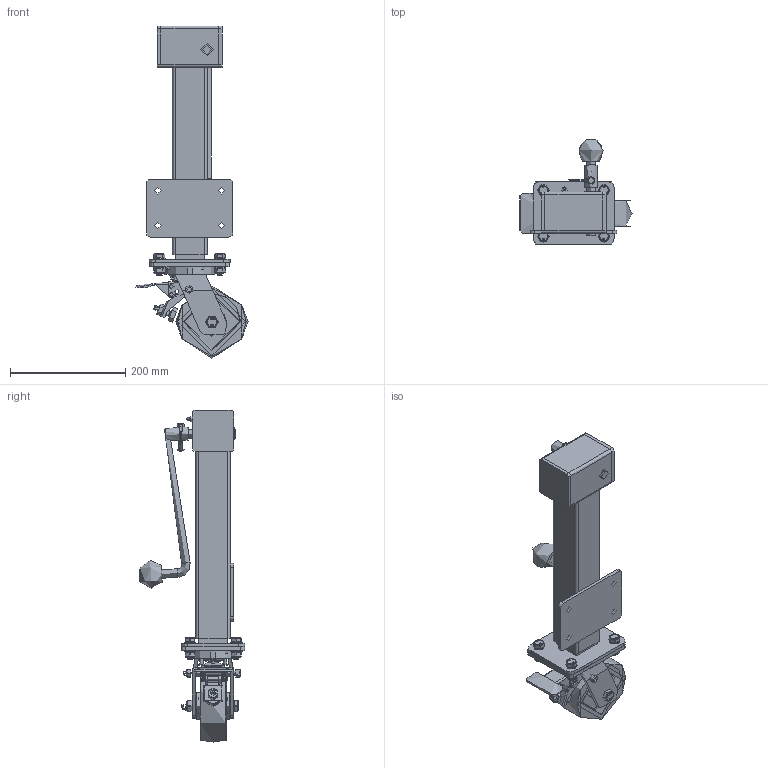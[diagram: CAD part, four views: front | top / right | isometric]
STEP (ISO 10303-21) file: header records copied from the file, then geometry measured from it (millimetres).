
FILE_DESCRIPTION(/* description */ (''),/* implementation_level */ '2;1');
FILE_NAME(/* name */ 'JAZHS125NYBSWBRH.step',/* time_stamp */ '2024-08-06T09:48:53+01:00',/* author */ (''),/* organization */ (''),/* preprocessor_version */ 'ST-DEVELOPER v20',/* originating_system */ 'Autodesk Translation Framework v13.14.0.145',/* authorisation */ '');
FILE_SCHEMA (('AUTOMOTIVE_DESIGN { 1 0 10303 214 3 1 1 }'));
Products named in the file (97): JAZHS125NYBSWBRH; BZMJ125ASSWB - 60 v1; FABRICATED STEEL TOP PLATE (1); FABRICATED STEEL TOP PLATE Geometry (1); NUT (1); BOLT (1); BEARING SEAL (1); FABRICATED STEEL FORKS (1); FABRICATED STEEL FORKS Geometry (1); GREESE NIPPLE (1); FABRICATED BRAKE PEDAL (1); SPRING (1); NUT2 (1); BRAKE1 (1); BRAKE PEDAL (1); SPACERS (1); BRAKE 2 (1); BRAKE BOLT (1); BRAKE BOLT Geometry (1); RUBBER (2); NUT3 (1); CONNECTOR (1); CONNECTOR2 (1); BOLT3 (1); BOLT4 (1); bolt5 (1); BOLT2 (1); BZXH125WNYRB v1; NYLON WHEEL; NYLON WHEEL Geometry; CAP; ROLLER BEARING; CAGE; Pattern; Component1; JAZXHRH v1; JAZXHRH; BASE; BODY; RUBBER ...
Assembly tree (104 placements, depth 5):
  JAZHS125NYBSWBRH
    BZMJ125ASSWB - 60 v1
      FABRICATED STEEL TOP PLATE (1)
        FABRICATED STEEL TOP PLATE Geometry (1)
        NUT (1)
        BOLT (1)
      BEARING SEAL (1)
      FABRICATED STEEL FORKS (1)
        FABRICATED STEEL FORKS Geometry (1)
        GREESE NIPPLE (1)
      FABRICATED BRAKE PEDAL (1)
        SPRING (1)
        NUT2 (1)
        BRAKE1 (1)
        BRAKE PEDAL (1)
        SPACERS (1)
        BRAKE 2 (1)
        BRAKE BOLT (1)
          BRAKE BOLT Geometry (1)
          RUBBER (2)
        NUT3 (1)
        BOLT2 (1)  x2
        CONNECTOR (1)
        CONNECTOR2 (1)
        BOLT3 (1)
        BOLT4 (1)
        bolt5 (1)
    BZXH125WNYRB v1
      NYLON WHEEL
        NYLON WHEEL Geometry
        CAP
      ROLLER BEARING
        CAGE
        Pattern
          Component1  x8
    JAZXHRH v1
      JAZXHRH
        BASE
        BODY
        RUBBER
        PLATE
        GOLD TUBE
        HANDLE LOCATOR
        PIN
          PIN2
          LOCK
        GREASE NIPPLE
        HAND GRIP
        HANDLE
    TUBEM20X60 v1
      ZINC PLATED STEEL TUBE
    HEXBOLTM12X90Z8.8 v2
      GRADE 8.8 ZINC PLATED BOLT
    NYLOCM12Z v1
      NYLOC NUT
        NUT (2)
        RUBBER (3)
    WM10X21X2 v1
      ZINC PLATED WASHER
    WM10X21X2 v1 (1)
Bounding box: 194 x 183.28 x 575 mm (x, y, z)
Volume: 2198889.5 mm3; surface area: 637987.4 mm2
Topology: 74 solids, 74 shells, 1785 faces, 4345 edges, 2752 vertices
Faces by surface type: cylinder 752, plane 727, bspline 144, sphere 98, torus 51, cone 13
Full cylindrical faces by diameter (mm): 2 x10, 3 x1, 6 x15, 6.25 x3, 6.446 x8, 6.75 x1, 7 x2, 7.5 x8, 7.866 x14, 8 x35, 8.141 x24, 9.836 x16, 9.85 x48, 10 x16, 10.5 x8, 11 x4, 11.834 x16, 12 x14, 12.5 x1, 13 x3, 14 x2, 15 x3, 16 x12, 16.1 x1, 17.75 x1, 18.5 x1, 19.9 x1, 20 x11, 21 x3, 22 x1
Entity records: 96467 total; most frequent: CARTESIAN_POINT 53200, ORIENTED_EDGE 8590, DIRECTION 8376, EDGE_CURVE 4295, AXIS2_PLACEMENT_3D 3136, VERTEX_POINT 2726, LINE 2104, VECTOR 2104
